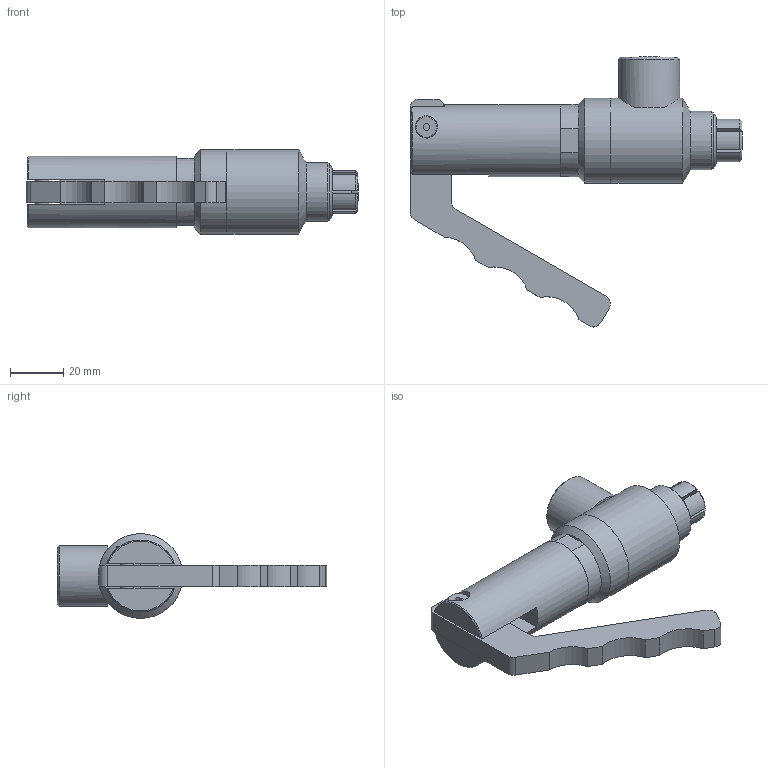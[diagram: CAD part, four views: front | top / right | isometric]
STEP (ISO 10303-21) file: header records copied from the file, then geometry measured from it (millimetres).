
FILE_DESCRIPTION((''),'2;1');
FILE_NAME('FNL-168061.stp','2012-05-09T14:02:24',('steve'),(''),'Autodesk Inventor 2012','Autodesk Inventor 2012','');
FILE_SCHEMA(('AUTOMOTIVE_DESIGN { 1 0 10303 214 1 1 1 1 }'));
Length unit declared in the file: inch
Products named in the file (1): FNL-168061
Bounding box: 124.18 x 100.97 x 31.75 mm (x, y, z)
Volume: 82796.9 mm3; surface area: 22057.6 mm2
Topology: 3 solids, 3 shells, 170 faces, 438 edges, 288 vertices
Faces by surface type: plane 108, cylinder 35, cone 19, torus 8
Full cylindrical faces by diameter (mm): 4.826 x2, 4.978 x1, 8.157 x1, 8.331 x1, 13.894 x1, 14.351 x1, 21.971 x1, 22.86 x1, 24.968 x1, 26.924 x2, 27.483 x1, 31.75 x2
Entity records: 5202 total; most frequent: CARTESIAN_POINT 1263, DIRECTION 798, ORIENTED_EDGE 786, EDGE_CURVE 393, AXIS2_PLACEMENT_3D 296, VERTEX_POINT 273, EDGE_LOOP 222, VECTOR 206
